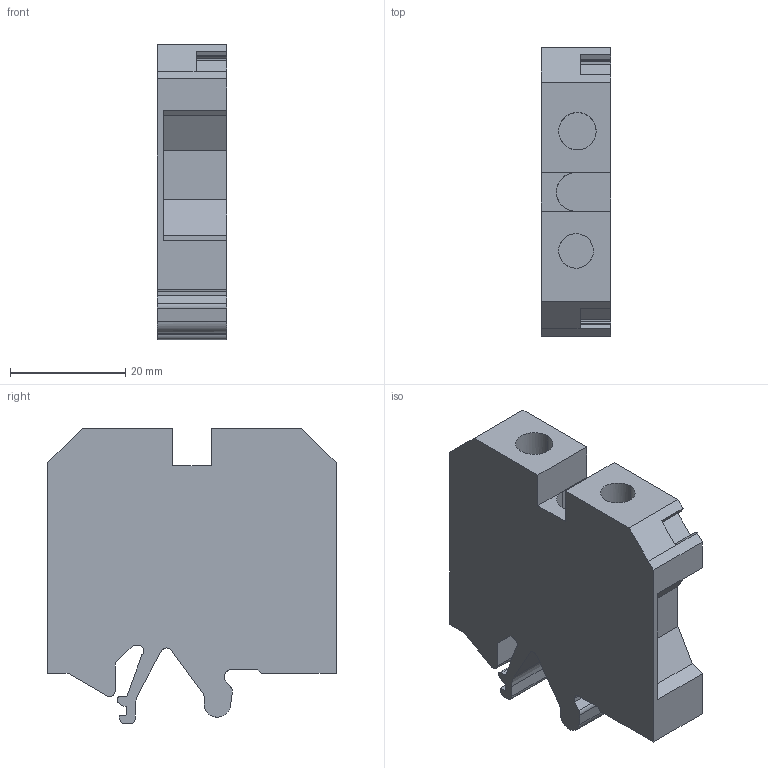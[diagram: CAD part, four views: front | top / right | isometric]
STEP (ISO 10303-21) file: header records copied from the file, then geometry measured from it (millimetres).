
FILE_DESCRIPTION(('CATIA V5R22 STEP214','CAx-IF Rec.Pracs.--- Model Styling and Organization---1.4--- 2014-01-23'),'2;1');
FILE_NAME ('D1445805_1', '2021-03-24T12:05:04+00:00', ('Weidmueller Interface'), ('Weidmueller'), 'CATIA Version 5-6 Release 2016 SP3 HF44', 'CATIA V5 STEP AP214', 'none');
FILE_SCHEMA(('AUTOMOTIVE_DESIGN { 1 0 10303 214 1 1 1 1 }'));
Length unit declared in the file: millimetre
Products named in the file (1): 0271080000
Bounding box: 12 x 50 x 51.25 mm (x, y, z)
Volume: 21850.1 mm3; surface area: 7619.6 mm2
Topology: 1 solids, 1 shells, 99 faces, 281 edges, 187 vertices
Faces by surface type: plane 77, cylinder 22
Entity records: 3541 total; most frequent: CARTESIAN_POINT 879, ORIENTED_EDGE 562, DIRECTION 457, EDGE_CURVE 281, VECTOR 237, LINE 237, VERTEX_POINT 187, AXIS2_PLACEMENT_3D 122
